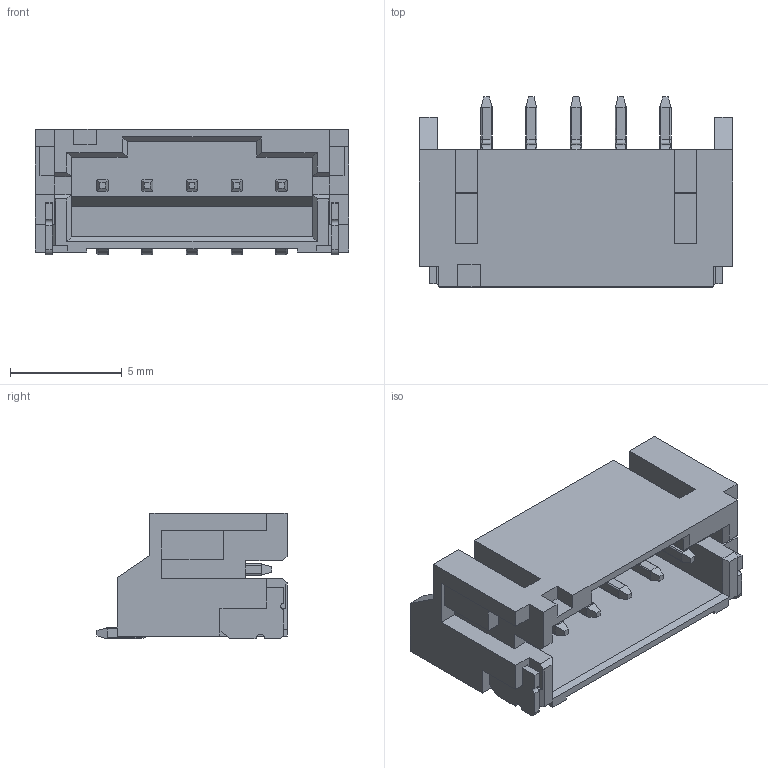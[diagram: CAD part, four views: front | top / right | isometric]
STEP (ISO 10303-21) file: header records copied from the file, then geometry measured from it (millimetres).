
FILE_DESCRIPTION (( 'STEP AP214' ), '1' );
FILE_NAME ('MEGASTAR ZX-PH2.0-WT5P.STEP', '2025-07-15T02:26:52', ( '' ), ( '' ), 'SwSTEP 2.0', 'SolidWorks 2023', '' );
FILE_SCHEMA (( 'AUTOMOTIVE_DESIGN' ));
Length unit declared in the file: inch
Products named in the file (4): CONN-SMD_5P-P2.00_ZX-PH2.0-WT5P~CONN-SMD_5P-P2.00_ZX-PH2.0-WT5P~fBgj.step; CN1~CONN-SMD_5P-P2.00_ZX-PH2.0-WT5P~CONN-SMD_5P-P2.00_ZX-PH2.0-WT5P~fBgj.step; 3D_PCB1_2025-07-14.step; MEGASTAR ZX-PH2.0-WT5P
Assembly tree (3 placements, depth 4):
  MEGASTAR ZX-PH2.0-WT5P
    3D_PCB1_2025-07-14.step
      CN1~CONN-SMD_5P-P2.00_ZX-PH2.0-WT5P~CONN-SMD_5P-P2.00_ZX-PH2.0-WT5P~fBgj.step
        CONN-SMD_5P-P2.00_ZX-PH2.0-WT5P~CONN-SMD_5P-P2.00_ZX-PH2.0-WT5P~fBgj.step
Bounding box: 14 x 8.5 x 5.62 mm (x, y, z)
Volume: 231.6 mm3; surface area: 686.9 mm2
Topology: 1 solids, 1 shells, 604 faces, 1655 edges, 1078 vertices
Faces by surface type: plane 394, bspline 98, cylinder 82, torus 30
Entity records: 19654 total; most frequent: CARTESIAN_POINT 5101, ORIENTED_EDGE 3310, DIRECTION 2519, EDGE_CURVE 1655, LINE 1199, VECTOR 1199, VERTEX_POINT 1078, AXIS2_PLACEMENT_3D 660
